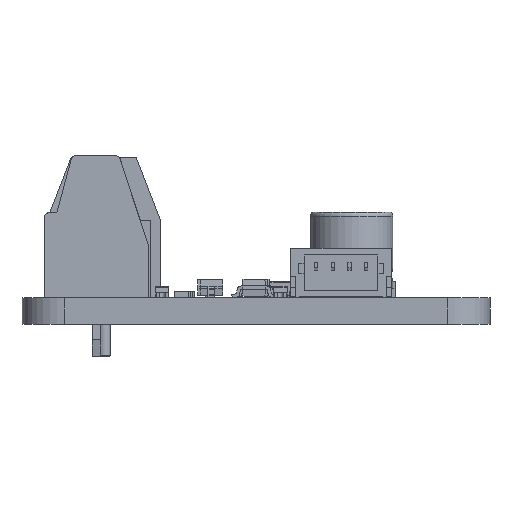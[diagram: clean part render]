
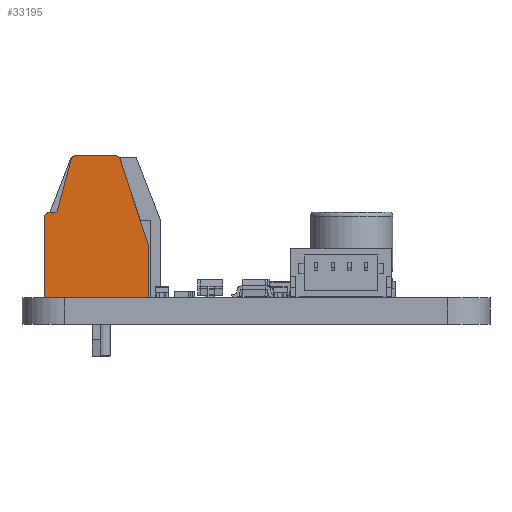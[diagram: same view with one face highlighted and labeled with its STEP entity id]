
A CAD part, left-side view. The second image highlights one B-rep face of the part: STEP entity #33195.
In plain terms, the highlighted planar face has unit normal (-1, 0, 0).
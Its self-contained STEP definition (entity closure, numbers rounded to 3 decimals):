
#1824=PLANE('',#35848);
#3408=FACE_OUTER_BOUND('',#5483,.T.);
#5483=EDGE_LOOP('',(#27616,#27617,#27618,#27619,#27620,#27621,#27622,#27623,
#27624,#27625));
#8513=LINE('',#53062,#12028);
#8514=LINE('',#53063,#12029);
#8515=LINE('',#53065,#12030);
#8516=LINE('',#53067,#12031);
#8517=LINE('',#53069,#12032);
#8518=LINE('',#53070,#12033);
#8519=LINE('',#53071,#12034);
#12028=VECTOR('',#42781,1.);
#12029=VECTOR('',#42782,1.);
#12030=VECTOR('',#42783,1.);
#12031=VECTOR('',#42784,1.);
#12032=VECTOR('',#42785,1.);
#12033=VECTOR('',#42786,1.);
#12034=VECTOR('',#42787,1.);
#13777=CIRCLE('',#35703,0.3);
#13779=CIRCLE('',#35706,0.3);
#13781=CIRCLE('',#35709,0.3);
#16041=VERTEX_POINT('',#52158);
#16042=VERTEX_POINT('',#52160);
#16045=VERTEX_POINT('',#52167);
#16046=VERTEX_POINT('',#52169);
#16049=VERTEX_POINT('',#52176);
#16050=VERTEX_POINT('',#52178);
#16199=VERTEX_POINT('',#53061);
#16200=VERTEX_POINT('',#53064);
#16201=VERTEX_POINT('',#53066);
#16202=VERTEX_POINT('',#53068);
#19987=EDGE_CURVE('',#16042,#16041,#13777,.T.);
#19991=EDGE_CURVE('',#16046,#16045,#13779,.T.);
#19995=EDGE_CURVE('',#16050,#16049,#13781,.T.);
#20187=EDGE_CURVE('',#16041,#16199,#8513,.T.);
#20188=EDGE_CURVE('',#16199,#16046,#8514,.T.);
#20189=EDGE_CURVE('',#16200,#16045,#8515,.T.);
#20190=EDGE_CURVE('',#16201,#16200,#8516,.T.);
#20191=EDGE_CURVE('',#16201,#16202,#8517,.T.);
#20192=EDGE_CURVE('',#16050,#16202,#8518,.T.);
#20193=EDGE_CURVE('',#16049,#16042,#8519,.T.);
#27616=ORIENTED_EDGE('',*,*,#20187,.T.);
#27617=ORIENTED_EDGE('',*,*,#20188,.T.);
#27618=ORIENTED_EDGE('',*,*,#19991,.T.);
#27619=ORIENTED_EDGE('',*,*,#20189,.F.);
#27620=ORIENTED_EDGE('',*,*,#20190,.F.);
#27621=ORIENTED_EDGE('',*,*,#20191,.T.);
#27622=ORIENTED_EDGE('',*,*,#20192,.F.);
#27623=ORIENTED_EDGE('',*,*,#19995,.T.);
#27624=ORIENTED_EDGE('',*,*,#20193,.T.);
#27625=ORIENTED_EDGE('',*,*,#19987,.T.);
#33195=ADVANCED_FACE('',(#3408),#1824,.T.);
#35703=AXIS2_PLACEMENT_3D('',#52161,#42406,#42407);
#35706=AXIS2_PLACEMENT_3D('',#52170,#42414,#42415);
#35709=AXIS2_PLACEMENT_3D('',#52179,#42422,#42423);
#35848=AXIS2_PLACEMENT_3D('',#53060,#42779,#42780);
#42406=DIRECTION('center_axis',(-1.,0.,0.));
#42407=DIRECTION('ref_axis',(0.,0.,1.));
#42414=DIRECTION('center_axis',(-1.,0.,0.));
#42415=DIRECTION('ref_axis',(0.,0.,1.));
#42422=DIRECTION('center_axis',(-1.,0.,0.));
#42423=DIRECTION('ref_axis',(0.,-0.951,0.309));
#42779=DIRECTION('center_axis',(-1.,0.,0.));
#42780=DIRECTION('ref_axis',(0.,-1.,0.));
#42781=DIRECTION('',(0.,0.259,-0.966));
#42782=DIRECTION('',(0.,1.,0.));
#42783=DIRECTION('',(0.,0.,1.));
#42784=DIRECTION('',(0.,1.,0.));
#42785=DIRECTION('',(0.,0.,1.));
#42786=DIRECTION('',(0.,-0.309,-0.951));
#42787=DIRECTION('',(0.,1.,0.));
#52158=CARTESIAN_POINT('',(-10.38,1.51,8.278));
#52160=CARTESIAN_POINT('',(-10.38,1.22,8.5));
#52161=CARTESIAN_POINT('Origin',(-10.38,1.22,8.2));
#52167=CARTESIAN_POINT('',(-10.38,3.1,4.8));
#52169=CARTESIAN_POINT('',(-10.38,2.8,5.1));
#52170=CARTESIAN_POINT('Origin',(-10.38,2.8,4.8));
#52176=CARTESIAN_POINT('',(-10.38,-1.132,8.5));
#52178=CARTESIAN_POINT('',(-10.38,-1.417,8.293));
#52179=CARTESIAN_POINT('Origin',(-10.38,-1.132,8.2));
#53060=CARTESIAN_POINT('Origin',(-10.38,3.255,-0.213));
#53061=CARTESIAN_POINT('',(-10.38,2.361,5.1));
#53062=CARTESIAN_POINT('',(-10.38,1.51,8.278));
#53063=CARTESIAN_POINT('',(-10.38,2.361,5.1));
#53064=CARTESIAN_POINT('',(-10.38,3.1,0.));
#53065=CARTESIAN_POINT('',(-10.38,3.1,0.));
#53066=CARTESIAN_POINT('',(-10.38,-3.1,0.));
#53067=CARTESIAN_POINT('',(-10.38,-3.1,0.));
#53068=CARTESIAN_POINT('',(-10.38,-3.1,3.114));
#53069=CARTESIAN_POINT('',(-10.38,-3.1,0.));
#53070=CARTESIAN_POINT('',(-10.38,-1.417,8.293));
#53071=CARTESIAN_POINT('',(-10.38,-1.132,8.5));
